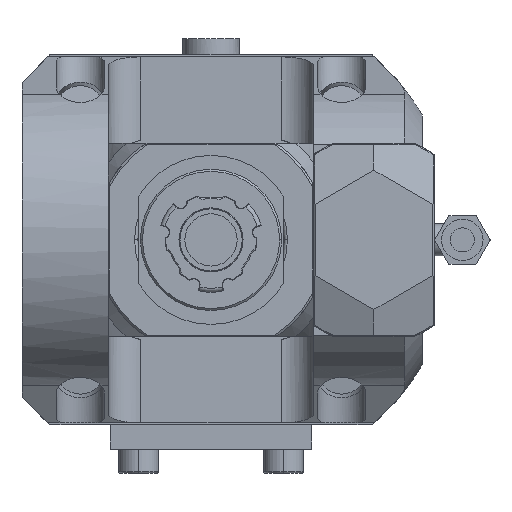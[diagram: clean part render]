
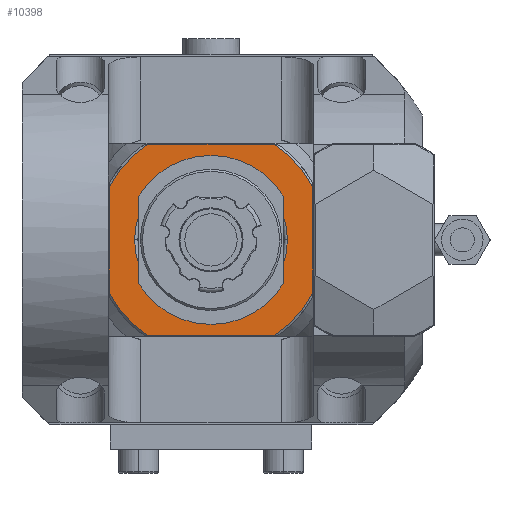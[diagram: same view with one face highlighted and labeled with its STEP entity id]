
A CAD part, left-side view. The second image highlights one B-rep face of the part: STEP entity #10398.
In plain terms, the highlighted planar face has unit normal (-1, 0, 0).
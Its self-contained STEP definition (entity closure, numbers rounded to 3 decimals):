
#2720=CARTESIAN_POINT('',(-91.75,0.,0.));
#2721=DIRECTION('',(-1.,0.,0.));
#2722=DIRECTION('',(0.,0.553,0.833));
#2723=AXIS2_PLACEMENT_3D('',#2720,#2721,#2722);
#2737=DIRECTION('',(0.,-1.,0.));
#2738=VECTOR('',#2737,31.508);
#2739=CARTESIAN_POINT('',(-91.75,15.754,23.75));
#2740=LINE('',#2739,#2738);
#2741=DIRECTION('',(0.,0.,-1.));
#2742=VECTOR('',#2741,26.434);
#2743=CARTESIAN_POINT('',(-91.75,-25.25,13.217));
#2744=LINE('',#2743,#2742);
#2745=DIRECTION('',(0.,1.,0.));
#2746=VECTOR('',#2745,31.508);
#2747=CARTESIAN_POINT('',(-91.75,-15.754,-23.75));
#2748=LINE('',#2747,#2746);
#2749=DIRECTION('',(0.,0.,1.));
#2750=VECTOR('',#2749,26.434);
#2751=CARTESIAN_POINT('',(-91.75,25.25,-13.217));
#2752=LINE('',#2751,#2750);
#2772=CARTESIAN_POINT('',(-91.75,0.,0.));
#2773=DIRECTION('',(-1.,0.,0.));
#2774=DIRECTION('',(0.,-0.886,0.464));
#2775=AXIS2_PLACEMENT_3D('',#2772,#2773,#2774);
#2812=CARTESIAN_POINT('',(-91.75,0.,0.));
#2813=DIRECTION('',(1.,0.,0.));
#2814=DIRECTION('',(0.,-0.886,-0.464));
#2815=AXIS2_PLACEMENT_3D('',#2812,#2813,#2814);
#2844=CARTESIAN_POINT('',(-91.75,0.,0.));
#2845=DIRECTION('',(1.,0.,0.));
#2846=DIRECTION('',(0.,0.553,-0.833));
#2847=AXIS2_PLACEMENT_3D('',#2844,#2845,#2846);
#2857=CARTESIAN_POINT('',(-91.75,0.,0.));
#2858=DIRECTION('',(1.,0.,0.));
#2859=DIRECTION('',(0.,-1.,0.));
#2860=AXIS2_PLACEMENT_3D('',#2857,#2858,#2859);
#2872=CARTESIAN_POINT('',(-91.75,0.,0.));
#2873=DIRECTION('',(1.,0.,0.));
#2874=DIRECTION('',(0.,1.,0.));
#2875=AXIS2_PLACEMENT_3D('',#2872,#2873,#2874);
#7601=CARTESIAN_POINT('',(-91.75,-19.,0.));
#7602=CARTESIAN_POINT('',(-91.75,19.,0.));
#7603=VERTEX_POINT('',#7601);
#7604=VERTEX_POINT('',#7602);
#7613=CARTESIAN_POINT('',(-91.75,15.754,23.75));
#7614=CARTESIAN_POINT('',(-91.75,-15.754,23.75));
#7615=VERTEX_POINT('',#7613);
#7616=VERTEX_POINT('',#7614);
#7617=CARTESIAN_POINT('',(-91.75,-25.25,13.217));
#7618=CARTESIAN_POINT('',(-91.75,-25.25,-13.217));
#7619=VERTEX_POINT('',#7617);
#7620=VERTEX_POINT('',#7618);
#7621=CARTESIAN_POINT('',(-91.75,-15.754,-23.75));
#7622=CARTESIAN_POINT('',(-91.75,15.754,-23.75));
#7623=VERTEX_POINT('',#7621);
#7624=VERTEX_POINT('',#7622);
#7625=CARTESIAN_POINT('',(-91.75,25.25,-13.217));
#7626=CARTESIAN_POINT('',(-91.75,25.25,13.217));
#7627=VERTEX_POINT('',#7625);
#7628=VERTEX_POINT('',#7626);
#10371=CARTESIAN_POINT('',(-91.75,0.,0.));
#10372=DIRECTION('',(-1.,0.,0.));
#10373=DIRECTION('',(0.,1.,0.));
#10374=AXIS2_PLACEMENT_3D('',#10371,#10372,#10373);
#10375=PLANE('',#10374);
#10376=ORIENTED_EDGE('',*,*,#10351,.T.);
#10378=ORIENTED_EDGE('',*,*,#10377,.F.);
#10380=ORIENTED_EDGE('',*,*,#10379,.T.);
#10382=ORIENTED_EDGE('',*,*,#10381,.T.);
#10384=ORIENTED_EDGE('',*,*,#10383,.T.);
#10386=ORIENTED_EDGE('',*,*,#10385,.T.);
#10388=ORIENTED_EDGE('',*,*,#10387,.T.);
#10389=ORIENTED_EDGE('',*,*,#10362,.F.);
#10390=EDGE_LOOP('',(#10376,#10378,#10380,#10382,#10384,#10386,#10388,#10389));
#10391=FACE_OUTER_BOUND('',#10390,.F.);
#10393=ORIENTED_EDGE('',*,*,#10392,.F.);
#10395=ORIENTED_EDGE('',*,*,#10394,.F.);
#10396=EDGE_LOOP('',(#10393,#10395));
#10397=FACE_BOUND('',#10396,.F.);
#10398=ADVANCED_FACE('',(#10391,#10397),#10375,.T.);
#2724=CIRCLE('',#2723,28.5);
#2776=CIRCLE('',#2775,28.5);
#2816=CIRCLE('',#2815,28.5);
#2848=CIRCLE('',#2847,28.5);
#2861=CIRCLE('',#2860,19.);
#2876=CIRCLE('',#2875,19.);
#10351=EDGE_CURVE('',#7615,#7616,#2740,.T.);
#10362=EDGE_CURVE('',#7615,#7628,#2724,.T.);
#10377=EDGE_CURVE('',#7619,#7616,#2776,.T.);
#10379=EDGE_CURVE('',#7619,#7620,#2744,.T.);
#10381=EDGE_CURVE('',#7620,#7623,#2816,.T.);
#10383=EDGE_CURVE('',#7623,#7624,#2748,.T.);
#10385=EDGE_CURVE('',#7624,#7627,#2848,.T.);
#10387=EDGE_CURVE('',#7627,#7628,#2752,.T.);
#10392=EDGE_CURVE('',#7603,#7604,#2861,.T.);
#10394=EDGE_CURVE('',#7604,#7603,#2876,.T.);
